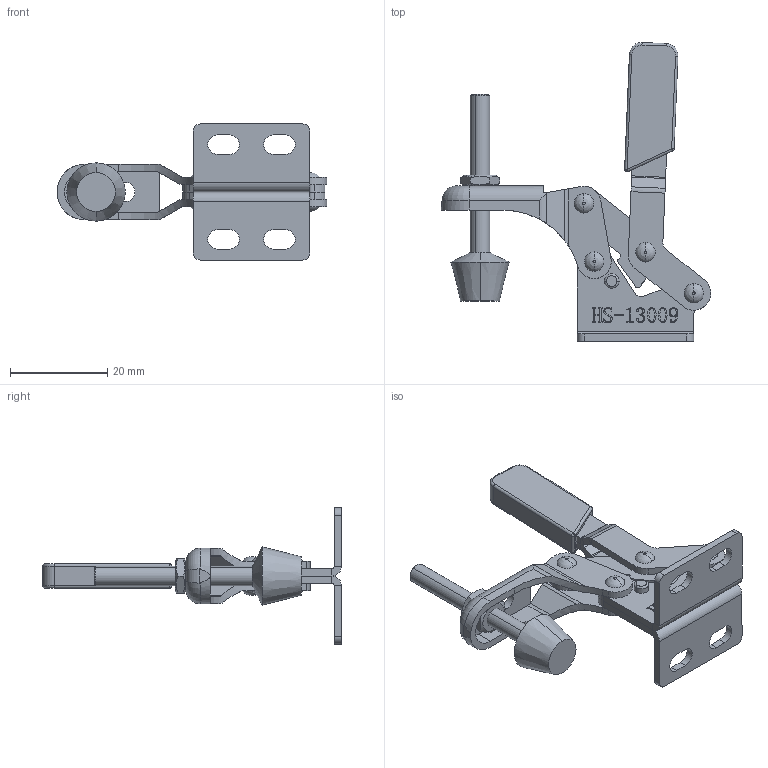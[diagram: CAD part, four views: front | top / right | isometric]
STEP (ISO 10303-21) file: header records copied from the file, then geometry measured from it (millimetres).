
FILE_DESCRIPTION (( 'STEP AP203' ), '1' );
FILE_NAME ('HS-13009 .STEP', '2019-10-14T06:53:12', ( '微软用户' ), ( '微软中国' ), 'SwSTEP 2.0', 'SolidWorks 2012', '' );
FILE_SCHEMA (( 'CONFIG_CONTROL_DESIGN' ));
Length unit declared in the file: millimetre
Products named in the file (12): HS-13009 ; hex thin nuts-grades ab-chamfered gb_GB_FASTENER_NUT_STNAB M4-N; hexagon head bolts-full thread gb_GB_FASTENER_BOLT_STBAB A M4X35-C; 揤輸; 忒參; 种; 揤參; 忒梟酘; 忒梟衵; 蟀裝; 楊擘菁釱衵; 楊擘菁釱酘
Assembly tree (16 placements, depth 2):
  HS-13009 
    楊擘菁釱酘
    楊擘菁釱衵
    蟀裝  x2
    忒梟衵
    忒梟酘
    揤參
    种  x4
    忒參
    揤輸
    hexagon head bolts-full thread gb_GB_FASTENER_BOLT_STBAB A M4X35-C
    hex thin nuts-grades ab-chamfered gb_GB_FASTENER_NUT_STNAB M4-N  x2
Bounding box: 55.49 x 61.49 x 28 mm (x, y, z)
Volume: 6517.2 mm3; surface area: 9516.7 mm2
Topology: 16 solids, 16 shells, 705 faces, 1804 edges, 1165 vertices
Faces by surface type: plane 354, cylinder 149, bspline 142, cone 30, torus 24, sphere 6
Entity records: 28131 total; most frequent: CARTESIAN_POINT 11821, ORIENTED_EDGE 3322, DIRECTION 2649, EDGE_CURVE 1661, VERTEX_POINT 1075, VECTOR 1027, LINE 1027, AXIS2_PLACEMENT_3D 811
